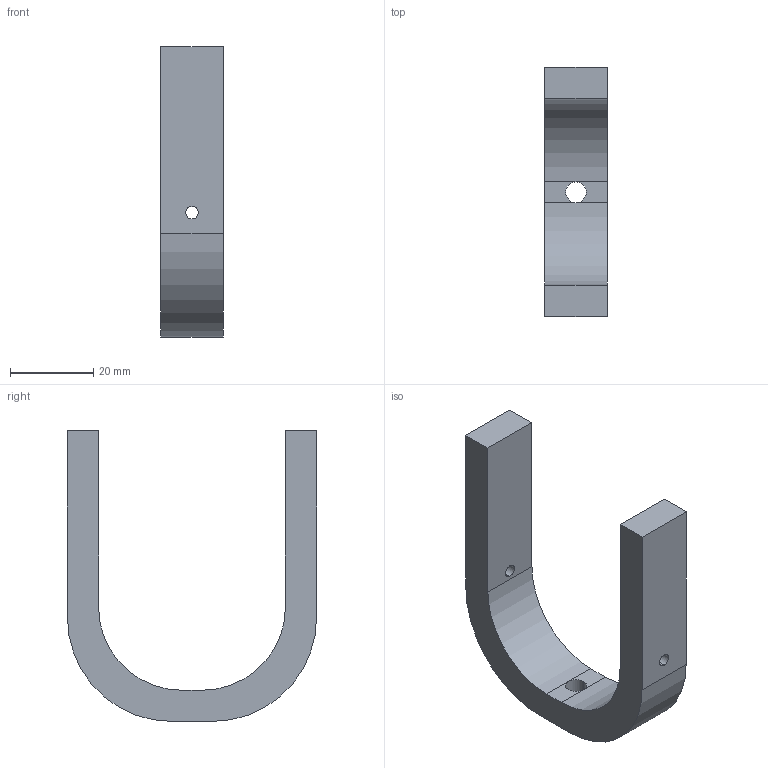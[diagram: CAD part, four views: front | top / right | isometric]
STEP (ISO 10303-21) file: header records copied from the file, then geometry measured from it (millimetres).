
FILE_DESCRIPTION((''),'2;1');
FILE_NAME('UNIVERSAL_LINK_B','2018-02-27T22:29:01',('psvss'),(''),'CREO PARAMETRIC BY PTC INC, 2016390','CREO PARAMETRIC BY PTC INC, 2016390','');
FILE_SCHEMA(('CONFIG_CONTROL_DESIGN'));
Length unit declared in the file: millimetre
Products named in the file (1): UNIVERSAL_LINK_B
Bounding box: 15 x 60 x 70 mm (x, y, z)
Volume: 19110.6 mm3; surface area: 7969.1 mm2
Topology: 1 solids, 1 shells, 21 faces, 58 edges, 38 vertices
Faces by surface type: plane 11, cylinder 10
Entity records: 728 total; most frequent: DIRECTION 122, CARTESIAN_POINT 117, ORIENTED_EDGE 116, EDGE_CURVE 58, AXIS2_PLACEMENT_3D 43, VERTEX_POINT 38, VECTOR 36, LINE 36
